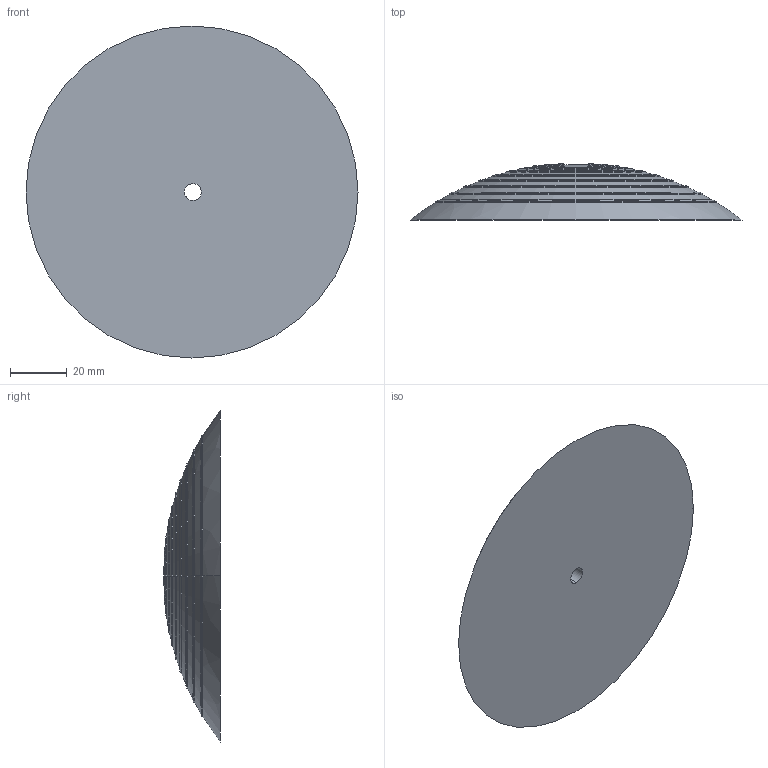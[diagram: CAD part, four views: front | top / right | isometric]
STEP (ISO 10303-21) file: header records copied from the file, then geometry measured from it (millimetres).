
FILE_DESCRIPTION (( 'STEP AP203' ), '1' );
FILE_NAME ('19184100d.STEP', '2021-01-12T10:23:57', ( '' ), ( '' ), 'SwSTEP 2.0', 'SolidWorks 2018', '' );
FILE_SCHEMA (( 'CONFIG_CONTROL_DESIGN' ));
Length unit declared in the file: millimetre
Products named in the file (1): 19184100d
Bounding box: 117 x 19.89 x 117 mm (x, y, z)
Volume: 111442.6 mm3; surface area: 23993.6 mm2
Topology: 1 solids, 1 shells, 92 faces, 273 edges, 182 vertices
Faces by surface type: sphere 48, cylinder 41, plane 3
Entity records: 3476 total; most frequent: CARTESIAN_POINT 758, DIRECTION 645, ORIENTED_EDGE 546, AXIS2_PLACEMENT_3D 297, EDGE_CURVE 273, CIRCLE 204, VERTEX_POINT 182, EDGE_LOOP 93
